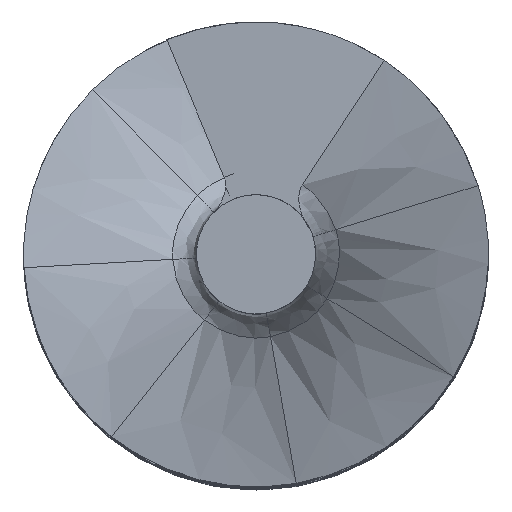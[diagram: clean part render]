
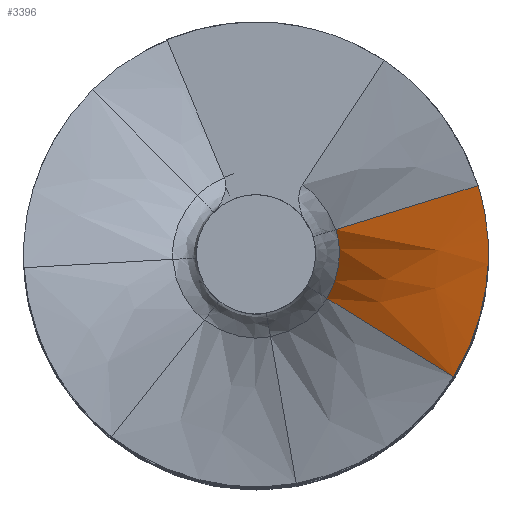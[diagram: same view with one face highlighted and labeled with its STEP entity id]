
A CAD part, top view. The second image highlights one B-rep face of the part: STEP entity #3396.
In plain terms, the highlighted free-form (B-spline) face has degree [3, 3] with [4, 5] control points.
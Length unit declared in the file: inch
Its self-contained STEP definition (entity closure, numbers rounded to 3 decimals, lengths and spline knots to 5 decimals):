
#32=B_SPLINE_SURFACE_WITH_KNOTS('',3,3,((#4815,#4816,#4817,#4818,#4819),
(#4820,#4821,#4822,#4823,#4824),(#4825,#4826,#4827,#4828,#4829),(#4830,
#4831,#4832,#4833,#4834)),.UNSPECIFIED.,.F.,.F.,.F.,(4,4),(4,1,4),(-1.5875,
0.),(24.57835,24.94465,25.43304),.UNSPECIFIED.);
#250=B_SPLINE_CURVE_WITH_KNOTS('',3,(#4198,#4199,#4200,#4201),
 .UNSPECIFIED.,.F.,.F.,(4,4),(-1.5875,0.),.UNSPECIFIED.);
#285=B_SPLINE_CURVE_WITH_KNOTS('',3,(#4810,#4811,#4812,#4813,#4814),
 .UNSPECIFIED.,.F.,.F.,(4,1,4),(24.57835,24.94465,25.43304),
 .UNSPECIFIED.);
#286=B_SPLINE_CURVE_WITH_KNOTS('',3,(#4836,#4837,#4838,#4839),
 .UNSPECIFIED.,.F.,.F.,(4,4),(-1.5875,0.),.UNSPECIFIED.);
#287=B_SPLINE_CURVE_WITH_KNOTS('',3,(#4840,#4841,#4842,#4843,#4844,#4845,
#4846,#4847,#4848,#4849,#4850,#4851,#4852),.UNSPECIFIED.,.F.,.F.,(4,1,1,
1,1,1,1,1,1,1,4),(24.57835,24.59361,24.60887,24.6394,
24.7615,24.85307,24.94465,25.18885,25.31095,
25.37199,25.43304),.UNSPECIFIED.);
#764=FACE_OUTER_BOUND('',#1033,.T.);
#1033=EDGE_LOOP('',(#2479,#2480,#2481,#2482));
#1461=VERTEX_POINT('',#4182);
#1462=VERTEX_POINT('',#4197);
#1478=VERTEX_POINT('',#4805);
#1479=VERTEX_POINT('',#4835);
#1779=EDGE_CURVE('',#1461,#1462,#250,.T.);
#1814=EDGE_CURVE('',#1478,#1462,#285,.T.);
#1815=EDGE_CURVE('',#1479,#1478,#286,.T.);
#1816=EDGE_CURVE('',#1479,#1461,#287,.T.);
#2479=ORIENTED_EDGE('',*,*,#1815,.T.);
#2480=ORIENTED_EDGE('',*,*,#1814,.T.);
#2481=ORIENTED_EDGE('',*,*,#1779,.F.);
#2482=ORIENTED_EDGE('',*,*,#1816,.F.);
#3396=ADVANCED_FACE('',(#764),#32,.T.);
#4182=CARTESIAN_POINT('',(0.33436,0.10345,7.82647));
#4197=CARTESIAN_POINT('',(0.93139,0.28833,7.82647));
#4198=CARTESIAN_POINT('Ctrl Pts',(0.33436,0.10345,7.82647));
#4199=CARTESIAN_POINT('Ctrl Pts',(0.53337,0.16508,7.82647));
#4200=CARTESIAN_POINT('Ctrl Pts',(0.73238,0.2267,7.82647));
#4201=CARTESIAN_POINT('Ctrl Pts',(0.93139,0.28833,7.82647));
#4805=CARTESIAN_POINT('',(0.82892,-0.51334,7.60883));
#4810=CARTESIAN_POINT('Ctrl Pts',(0.82892,-0.51334,
7.60883));
#4811=CARTESIAN_POINT('Ctrl Pts',(0.8921,-0.40964,
7.64248));
#4812=CARTESIAN_POINT('Ctrl Pts',(0.99222,-0.14827,7.71334));
#4813=CARTESIAN_POINT('Ctrl Pts',(0.9804,0.134,7.78159));
#4814=CARTESIAN_POINT('Ctrl Pts',(0.93139,0.28833,7.82647));
#4815=CARTESIAN_POINT('Ctrl Pts',(0.29753,-0.18432,
7.60882));
#4816=CARTESIAN_POINT('Ctrl Pts',(0.31946,-0.14725,
7.64027));
#4817=CARTESIAN_POINT('Ctrl Pts',(0.35575,-0.05367,
7.71259));
#4818=CARTESIAN_POINT('Ctrl Pts',(0.35246,0.04894,
7.78454));
#4819=CARTESIAN_POINT('Ctrl Pts',(0.33436,0.10345,7.82647));
#4820=CARTESIAN_POINT('Ctrl Pts',(0.47466,-0.294,
7.60883));
#4821=CARTESIAN_POINT('Ctrl Pts',(0.51034,-0.23471,
7.64101));
#4822=CARTESIAN_POINT('Ctrl Pts',(0.5679,-0.0852,
7.71284));
#4823=CARTESIAN_POINT('Ctrl Pts',(0.56177,0.0773,
7.78356));
#4824=CARTESIAN_POINT('Ctrl Pts',(0.53337,0.16508,7.82647));
#4825=CARTESIAN_POINT('Ctrl Pts',(0.65179,-0.40367,7.60883));
#4826=CARTESIAN_POINT('Ctrl Pts',(0.70122,-0.32218,
7.64175));
#4827=CARTESIAN_POINT('Ctrl Pts',(0.78006,-0.11673,
7.71309));
#4828=CARTESIAN_POINT('Ctrl Pts',(0.77109,0.10565,7.78258));
#4829=CARTESIAN_POINT('Ctrl Pts',(0.73238,0.2267,7.82647));
#4830=CARTESIAN_POINT('Ctrl Pts',(0.82892,-0.51334,
7.60883));
#4831=CARTESIAN_POINT('Ctrl Pts',(0.8921,-0.40964,
7.64248));
#4832=CARTESIAN_POINT('Ctrl Pts',(0.99222,-0.14827,7.71334));
#4833=CARTESIAN_POINT('Ctrl Pts',(0.9804,0.134,7.78159));
#4834=CARTESIAN_POINT('Ctrl Pts',(0.93139,0.28833,7.82647));
#4835=CARTESIAN_POINT('',(0.29753,-0.18432,7.60882));
#4836=CARTESIAN_POINT('Ctrl Pts',(0.29753,-0.18432,
7.60882));
#4837=CARTESIAN_POINT('Ctrl Pts',(0.47466,-0.294,
7.60883));
#4838=CARTESIAN_POINT('Ctrl Pts',(0.65179,-0.40367,7.60883));
#4839=CARTESIAN_POINT('Ctrl Pts',(0.82892,-0.51334,
7.60883));
#4840=CARTESIAN_POINT('Ctrl Pts',(0.29753,-0.18432,
7.60882));
#4841=CARTESIAN_POINT('Ctrl Pts',(0.29844,-0.18278,7.61014));
#4842=CARTESIAN_POINT('Ctrl Pts',(0.30025,-0.17968,
7.61275));
#4843=CARTESIAN_POINT('Ctrl Pts',(0.30377,-0.17344,7.61799));
#4844=CARTESIAN_POINT('Ctrl Pts',(0.31306,-0.1561,
7.63235));
#4845=CARTESIAN_POINT('Ctrl Pts',(0.32476,-0.1301,7.65314));
#4846=CARTESIAN_POINT('Ctrl Pts',(0.33612,-0.09646,
7.679));
#4847=CARTESIAN_POINT('Ctrl Pts',(0.34796,-0.04824,
7.71509));
#4848=CARTESIAN_POINT('Ctrl Pts',(0.35232,0.00518,
7.75367));
#4849=CARTESIAN_POINT('Ctrl Pts',(0.34674,0.0549,7.78994));
#4850=CARTESIAN_POINT('Ctrl Pts',(0.34065,0.08286,
7.81077));
#4851=CARTESIAN_POINT('Ctrl Pts',(0.33663,0.09664,
7.82123));
#4852=CARTESIAN_POINT('Ctrl Pts',(0.33436,0.10345,7.82647));
